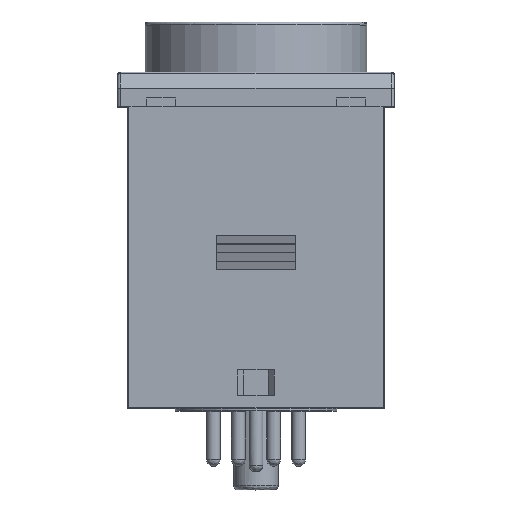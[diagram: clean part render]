
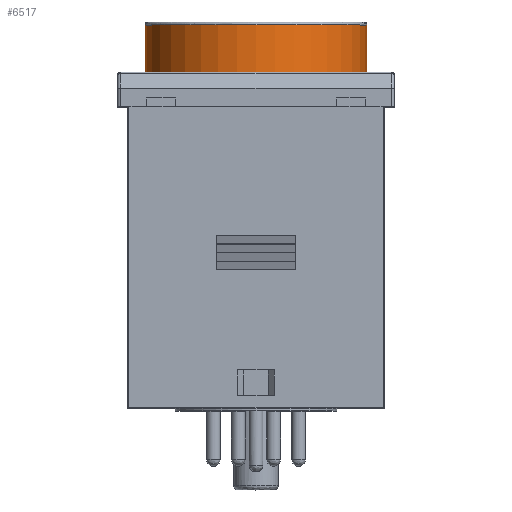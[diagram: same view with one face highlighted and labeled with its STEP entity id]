
A CAD part, top view. The second image highlights one B-rep face of the part: STEP entity #6517.
In plain terms, the highlighted cylindrical face has radius 19.25 mm (diameter 38.5 mm), a partial arc.
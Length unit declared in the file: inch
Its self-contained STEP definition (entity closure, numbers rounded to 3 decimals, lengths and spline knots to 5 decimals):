
#1029 = EDGE_CURVE ( 'NONE', #45866, #33538, #55515, .T. ) ;
#1517 = DIRECTION ( 'NONE',  ( 0., -1., 0. ) ) ;
#4306 = CARTESIAN_POINT ( 'NONE',  ( 0.8846, 7.38002, -1.21763 ) ) ;
#6517 = ADVANCED_FACE ( 'NONE', ( #37922 ), #24259, .T. ) ;
#8874 = LINE ( 'NONE', #32031, #45398 ) ;
#12500 = DIRECTION ( 'NONE',  ( 0., 1., 0. ) ) ;
#15424 = CARTESIAN_POINT ( 'NONE',  ( 2.40035, 7.04538, -1.21763 ) ) ;
#17201 = DIRECTION ( 'NONE',  ( -1., 0., 0. ) ) ;
#19653 = DIRECTION ( 'NONE',  ( -1., 0., 0. ) ) ;
#19671 = AXIS2_PLACEMENT_3D ( 'NONE', #26578, #12500, #17201 ) ;
#20422 = LINE ( 'NONE', #54458, #28048 ) ;
#21678 = CIRCLE ( 'NONE', #19671, 0.75787 ) ;
#24259 = CYLINDRICAL_SURFACE ( 'NONE', #57959, 0.75787 ) ;
#24377 = CARTESIAN_POINT ( 'NONE',  ( 2.40035, 7.38002, -1.21763 ) ) ;
#24908 = CARTESIAN_POINT ( 'NONE',  ( 0.8846, 7.04538, -1.21763 ) ) ;
#26578 = CARTESIAN_POINT ( 'NONE',  ( 1.64247, 7.38002, -1.21763 ) ) ;
#28048 = VECTOR ( 'NONE', #1517, 39.37008 ) ;
#28388 = EDGE_CURVE ( 'NONE', #50533, #33538, #20422, .T. ) ;
#31180 = EDGE_CURVE ( 'NONE', #57251, #50533, #21678, .T. ) ;
#32031 = CARTESIAN_POINT ( 'NONE',  ( 0.8846, 7.39971, -1.21763 ) ) ;
#33006 = ORIENTED_EDGE ( 'NONE', *, *, #58766, .T. ) ;
#33538 = VERTEX_POINT ( 'NONE', #15424 ) ;
#36735 = ORIENTED_EDGE ( 'NONE', *, *, #1029, .T. ) ;
#36917 = AXIS2_PLACEMENT_3D ( 'NONE', #58238, #38969, #19653 ) ;
#37922 = FACE_OUTER_BOUND ( 'NONE', #62024, .T. ) ;
#38969 = DIRECTION ( 'NONE',  ( 0., 1., 0. ) ) ;
#42468 = ORIENTED_EDGE ( 'NONE', *, *, #28388, .F. ) ;
#45398 = VECTOR ( 'NONE', #46460, 39.37008 ) ;
#45866 = VERTEX_POINT ( 'NONE', #24908 ) ;
#46460 = DIRECTION ( 'NONE',  ( 0., -1., 0. ) ) ;
#50533 = VERTEX_POINT ( 'NONE', #24377 ) ;
#51921 = CARTESIAN_POINT ( 'NONE',  ( 1.64247, 7.39971, -1.21763 ) ) ;
#54458 = CARTESIAN_POINT ( 'NONE',  ( 2.40035, 7.39971, -1.21763 ) ) ;
#55515 = CIRCLE ( 'NONE', #36917, 0.75787 ) ;
#55662 = ORIENTED_EDGE ( 'NONE', *, *, #31180, .F. ) ;
#56765 = DIRECTION ( 'NONE',  ( -1., 0., 0. ) ) ;
#57251 = VERTEX_POINT ( 'NONE', #4306 ) ;
#57959 = AXIS2_PLACEMENT_3D ( 'NONE', #51921, #62067, #56765 ) ;
#58238 = CARTESIAN_POINT ( 'NONE',  ( 1.64247, 7.04538, -1.21763 ) ) ;
#58766 = EDGE_CURVE ( 'NONE', #57251, #45866, #8874, .T. ) ;
#62024 = EDGE_LOOP ( 'NONE', ( #42468, #55662, #33006, #36735 ) ) ;
#62067 = DIRECTION ( 'NONE',  ( 0., -1., 0. ) ) ;
